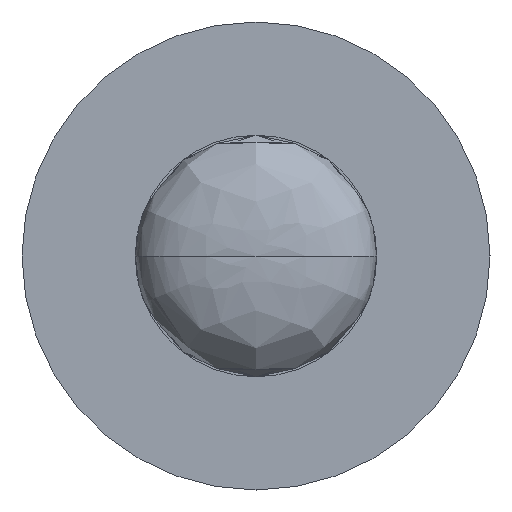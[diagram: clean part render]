
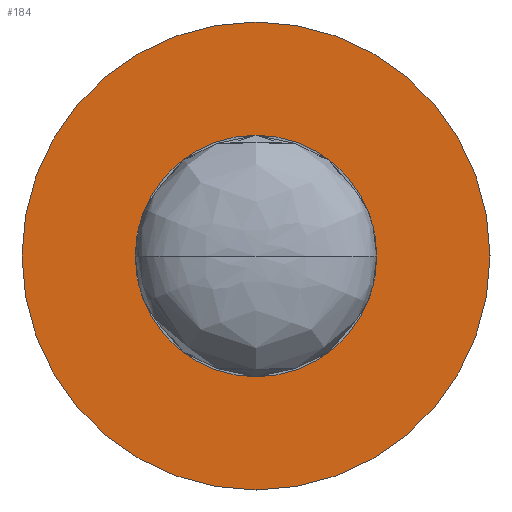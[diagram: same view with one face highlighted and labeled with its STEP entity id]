
A CAD part, front view. The second image highlights one B-rep face of the part: STEP entity #184.
In plain terms, the highlighted planar face has unit normal (0, -1, 0).
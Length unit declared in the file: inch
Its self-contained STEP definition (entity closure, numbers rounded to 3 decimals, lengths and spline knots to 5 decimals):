
#7 = EDGE_LOOP ( 'NONE', ( #239, #89 ) ) ;
#15 = CIRCLE ( 'NONE', #387, 0.18307 ) ;
#62 = EDGE_CURVE ( 'NONE', #472, #283, #253, .T. ) ;
#66 = DIRECTION ( 'NONE',  ( 0., 0., 1. ) ) ;
#76 = EDGE_LOOP ( 'NONE', ( #191, #276 ) ) ;
#77 = CARTESIAN_POINT ( 'NONE',  ( 0., -0.27362, 0.09449 ) ) ;
#82 = CARTESIAN_POINT ( 'NONE',  ( 0., -0.27362, 0. ) ) ;
#89 = ORIENTED_EDGE ( 'NONE', *, *, #115, .T. ) ;
#90 = AXIS2_PLACEMENT_3D ( 'NONE', #179, #459, #66 ) ;
#100 = CIRCLE ( 'NONE', #90, 0.09449 ) ;
#107 = AXIS2_PLACEMENT_3D ( 'NONE', #82, #351, #161 ) ;
#115 = EDGE_CURVE ( 'NONE', #353, #424, #235, .T. ) ;
#145 = DIRECTION ( 'NONE',  ( 0., 0., 1. ) ) ;
#147 = CARTESIAN_POINT ( 'NONE',  ( 0., -0.27362, -0.18307 ) ) ;
#149 = PLANE ( 'NONE',  #211 ) ;
#161 = DIRECTION ( 'NONE',  ( 0., 0., 1. ) ) ;
#179 = CARTESIAN_POINT ( 'NONE',  ( 0., -0.27362, 0. ) ) ;
#184 = ADVANCED_FACE ( 'NONE', ( #270, #423 ), #149, .F. ) ;
#191 = ORIENTED_EDGE ( 'NONE', *, *, #62, .F. ) ;
#211 = AXIS2_PLACEMENT_3D ( 'NONE', #272, #298, #338 ) ;
#233 = EDGE_CURVE ( 'NONE', #424, #353, #100, .T. ) ;
#235 = CIRCLE ( 'NONE', #243, 0.09449 ) ;
#238 = CARTESIAN_POINT ( 'NONE',  ( 0., -0.27362, 0.18307 ) ) ;
#239 = ORIENTED_EDGE ( 'NONE', *, *, #233, .T. ) ;
#243 = AXIS2_PLACEMENT_3D ( 'NONE', #361, #449, #369 ) ;
#253 = CIRCLE ( 'NONE', #107, 0.18307 ) ;
#270 = FACE_OUTER_BOUND ( 'NONE', #76, .T. ) ;
#272 = CARTESIAN_POINT ( 'NONE',  ( 0.18307, -0.27362, 0. ) ) ;
#276 = ORIENTED_EDGE ( 'NONE', *, *, #294, .F. ) ;
#283 = VERTEX_POINT ( 'NONE', #147 ) ;
#294 = EDGE_CURVE ( 'NONE', #283, #472, #15, .T. ) ;
#298 = DIRECTION ( 'NONE',  ( 0., 1., 0. ) ) ;
#337 = CARTESIAN_POINT ( 'NONE',  ( 0., -0.27362, 0. ) ) ;
#338 = DIRECTION ( 'NONE',  ( 0., 0., 1. ) ) ;
#351 = DIRECTION ( 'NONE',  ( 0., 1., 0. ) ) ;
#353 = VERTEX_POINT ( 'NONE', #418 ) ;
#361 = CARTESIAN_POINT ( 'NONE',  ( 0., -0.27362, 0. ) ) ;
#369 = DIRECTION ( 'NONE',  ( 0., 0., 1. ) ) ;
#387 = AXIS2_PLACEMENT_3D ( 'NONE', #337, #493, #145 ) ;
#418 = CARTESIAN_POINT ( 'NONE',  ( 0., -0.27362, -0.09449 ) ) ;
#423 = FACE_BOUND ( 'NONE', #7, .T. ) ;
#424 = VERTEX_POINT ( 'NONE', #77 ) ;
#449 = DIRECTION ( 'NONE',  ( 0., 1., 0. ) ) ;
#459 = DIRECTION ( 'NONE',  ( 0., 1., 0. ) ) ;
#472 = VERTEX_POINT ( 'NONE', #238 ) ;
#493 = DIRECTION ( 'NONE',  ( 0., 1., 0. ) ) ;
